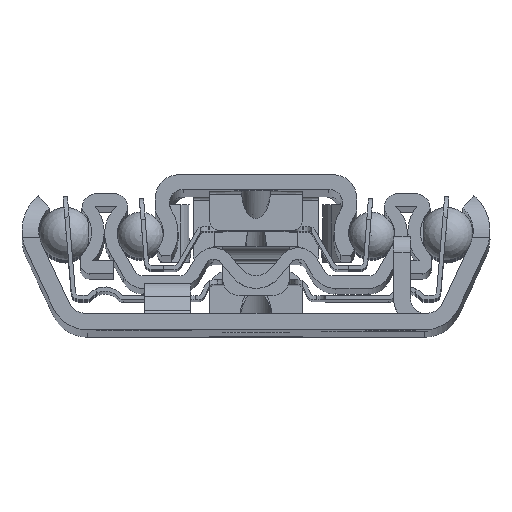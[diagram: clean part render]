
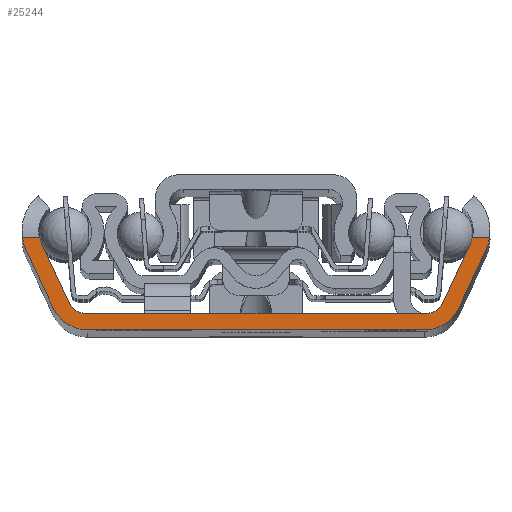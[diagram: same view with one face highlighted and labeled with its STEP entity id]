
A CAD part, top view. The second image highlights one B-rep face of the part: STEP entity #25244.
In plain terms, the highlighted planar face has unit normal (0, 0, 1).
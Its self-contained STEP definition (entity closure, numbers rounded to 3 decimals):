
#480=PLANE('',#26987);
#1205=LINE('',#38353,#3585);
#1231=LINE('',#38450,#3611);
#1363=LINE('',#38820,#3743);
#1364=LINE('',#38849,#3744);
#1369=LINE('',#38879,#3749);
#1370=LINE('',#38884,#3750);
#1371=LINE('',#38889,#3751);
#1372=LINE('',#38893,#3752);
#3585=VECTOR('',#29761,40.199);
#3611=VECTOR('',#29811,40.836);
#3743=VECTOR('',#30173,2.034);
#3744=VECTOR('',#30178,2.034);
#3749=VECTOR('',#30197,7.588);
#3750=VECTOR('',#30202,7.588);
#3751=VECTOR('',#30207,7.907);
#3752=VECTOR('',#30212,7.907);
#6682=FACE_OUTER_BOUND('',#8038,.T.);
#8038=EDGE_LOOP('',(#18097,#18098,#18099,#18100,#18101,#18102,#18103,#18104,
#18105,#18106,#18107,#18108,#18109,#18110,#18111,#18112));
#9467=CIRCLE('',#26983,3.5);
#9469=CIRCLE('',#26988,5.5);
#9470=CIRCLE('',#26989,4.5);
#9471=CIRCLE('',#26990,4.5);
#9472=CIRCLE('',#26991,5.5);
#9473=CIRCLE('',#26992,3.5);
#9474=CIRCLE('',#26993,2.);
#9475=CIRCLE('',#26994,2.);
#10928=VERTEX_POINT('',#38350);
#10929=VERTEX_POINT('',#38352);
#10963=VERTEX_POINT('',#38448);
#10964=VERTEX_POINT('',#38449);
#11063=VERTEX_POINT('',#38794);
#11065=VERTEX_POINT('',#38809);
#11067=VERTEX_POINT('',#38823);
#11069=VERTEX_POINT('',#38836);
#11070=VERTEX_POINT('',#38851);
#11076=VERTEX_POINT('',#38876);
#11077=VERTEX_POINT('',#38878);
#11078=VERTEX_POINT('',#38881);
#11079=VERTEX_POINT('',#38883);
#11080=VERTEX_POINT('',#38886);
#11081=VERTEX_POINT('',#38888);
#11082=VERTEX_POINT('',#38891);
#13570=EDGE_CURVE('',#10928,#10929,#1205,.T.);
#13607=EDGE_CURVE('',#10963,#10964,#1231,.T.);
#13783=EDGE_CURVE('',#11063,#11065,#1363,.T.);
#13787=EDGE_CURVE('',#11067,#11069,#1364,.T.);
#13788=EDGE_CURVE('',#11067,#11070,#9467,.T.);
#13796=EDGE_CURVE('',#11076,#11069,#9469,.T.);
#13797=EDGE_CURVE('',#11077,#11076,#1369,.T.);
#13798=EDGE_CURVE('',#10929,#11077,#9470,.T.);
#13799=EDGE_CURVE('',#11078,#10928,#9471,.T.);
#13800=EDGE_CURVE('',#11079,#11078,#1370,.T.);
#13801=EDGE_CURVE('',#11063,#11079,#9472,.T.);
#13802=EDGE_CURVE('',#11080,#11065,#9473,.T.);
#13803=EDGE_CURVE('',#11081,#11080,#1371,.T.);
#13804=EDGE_CURVE('',#10964,#11081,#9474,.T.);
#13805=EDGE_CURVE('',#11082,#10963,#9475,.T.);
#13806=EDGE_CURVE('',#11070,#11082,#1372,.T.);
#18097=ORIENTED_EDGE('',*,*,#13787,.T.);
#18098=ORIENTED_EDGE('',*,*,#13796,.F.);
#18099=ORIENTED_EDGE('',*,*,#13797,.F.);
#18100=ORIENTED_EDGE('',*,*,#13798,.F.);
#18101=ORIENTED_EDGE('',*,*,#13570,.F.);
#18102=ORIENTED_EDGE('',*,*,#13799,.F.);
#18103=ORIENTED_EDGE('',*,*,#13800,.F.);
#18104=ORIENTED_EDGE('',*,*,#13801,.F.);
#18105=ORIENTED_EDGE('',*,*,#13783,.T.);
#18106=ORIENTED_EDGE('',*,*,#13802,.F.);
#18107=ORIENTED_EDGE('',*,*,#13803,.F.);
#18108=ORIENTED_EDGE('',*,*,#13804,.F.);
#18109=ORIENTED_EDGE('',*,*,#13607,.F.);
#18110=ORIENTED_EDGE('',*,*,#13805,.F.);
#18111=ORIENTED_EDGE('',*,*,#13806,.F.);
#18112=ORIENTED_EDGE('',*,*,#13788,.F.);
#25244=ADVANCED_FACE('',(#6682),#480,.T.);
#26983=AXIS2_PLACEMENT_3D('',#38852,#30181,#30182);
#26987=AXIS2_PLACEMENT_3D('',#38875,#30193,#30194);
#26988=AXIS2_PLACEMENT_3D('',#38877,#30195,#30196);
#26989=AXIS2_PLACEMENT_3D('',#38880,#30198,#30199);
#26990=AXIS2_PLACEMENT_3D('',#38882,#30200,#30201);
#26991=AXIS2_PLACEMENT_3D('',#38885,#30203,#30204);
#26992=AXIS2_PLACEMENT_3D('',#38887,#30205,#30206);
#26993=AXIS2_PLACEMENT_3D('',#38890,#30208,#30209);
#26994=AXIS2_PLACEMENT_3D('',#38892,#30210,#30211);
#29761=DIRECTION('',(-1.,0.,0.));
#29811=DIRECTION('',(1.,0.,0.));
#30173=DIRECTION('',(-1.,0.,0.));
#30178=DIRECTION('',(-1.,0.,0.));
#30181=DIRECTION('center_axis',(0.,0.,1.));
#30182=DIRECTION('ref_axis',(0.643,-0.766,0.));
#30193=DIRECTION('center_axis',(0.,0.,1.));
#30194=DIRECTION('ref_axis',(1.,0.,0.));
#30195=DIRECTION('center_axis',(0.,0.,-1.));
#30196=DIRECTION('ref_axis',(-0.646,0.764,0.));
#30197=DIRECTION('',(-0.423,0.906,0.));
#30198=DIRECTION('center_axis',(0.,0.,-1.));
#30199=DIRECTION('ref_axis',(-0.906,-0.423,0.));
#30200=DIRECTION('center_axis',(0.,0.,-1.));
#30201=DIRECTION('ref_axis',(0.,-1.,0.));
#30202=DIRECTION('',(-0.423,-0.906,0.));
#30203=DIRECTION('center_axis',(0.,0.,-1.));
#30204=DIRECTION('ref_axis',(0.906,-0.423,0.));
#30205=DIRECTION('center_axis',(0.,0.,1.));
#30206=DIRECTION('ref_axis',(-0.906,0.423,0.));
#30207=DIRECTION('',(0.423,0.906,0.));
#30208=DIRECTION('center_axis',(0.,0.,1.));
#30209=DIRECTION('ref_axis',(0.,1.,0.));
#30210=DIRECTION('center_axis',(0.,0.,1.));
#30211=DIRECTION('ref_axis',(0.906,0.423,0.));
#30212=DIRECTION('',(0.423,-0.906,0.));
#38350=CARTESIAN_POINT('',(20.099,0.,500.));
#38352=CARTESIAN_POINT('',(-20.099,0.,500.));
#38353=CARTESIAN_POINT('',(-20.099,0.,500.));
#38448=CARTESIAN_POINT('',(-20.418,2.,500.));
#38449=CARTESIAN_POINT('',(20.418,2.,500.));
#38450=CARTESIAN_POINT('',(20.418,2.,500.));
#38794=CARTESIAN_POINT('',(27.842,11.,500.));
#38809=CARTESIAN_POINT('',(25.807,11.,500.));
#38820=CARTESIAN_POINT('',(0.,11.,500.));
#38823=CARTESIAN_POINT('',(-25.807,11.,500.));
#38836=CARTESIAN_POINT('',(-27.842,11.,500.));
#38849=CARTESIAN_POINT('',(0.,11.,500.));
#38851=CARTESIAN_POINT('',(-25.572,10.321,500.));
#38852=CARTESIAN_POINT('Origin',(-22.4,11.8,500.));
#38875=CARTESIAN_POINT('Origin',(0.,4.283,
500.));
#38876=CARTESIAN_POINT('',(-27.385,9.476,500.));
#38877=CARTESIAN_POINT('Origin',(-22.4,11.8,500.));
#38878=CARTESIAN_POINT('',(-24.178,2.598,500.));
#38879=CARTESIAN_POINT('',(-27.385,9.476,500.));
#38880=CARTESIAN_POINT('Origin',(-20.099,4.5,500.));
#38881=CARTESIAN_POINT('',(24.178,2.598,500.));
#38882=CARTESIAN_POINT('Origin',(20.099,4.5,500.));
#38883=CARTESIAN_POINT('',(27.385,9.476,500.));
#38884=CARTESIAN_POINT('',(24.178,2.598,500.));
#38885=CARTESIAN_POINT('Origin',(22.4,11.8,500.));
#38886=CARTESIAN_POINT('',(25.572,10.321,500.));
#38887=CARTESIAN_POINT('Origin',(22.4,11.8,500.));
#38888=CARTESIAN_POINT('',(22.23,3.155,500.));
#38889=CARTESIAN_POINT('',(25.572,10.321,500.));
#38890=CARTESIAN_POINT('Origin',(20.418,4.,500.));
#38891=CARTESIAN_POINT('',(-22.23,3.155,500.));
#38892=CARTESIAN_POINT('Origin',(-20.418,4.,500.));
#38893=CARTESIAN_POINT('',(-22.23,3.155,500.));
